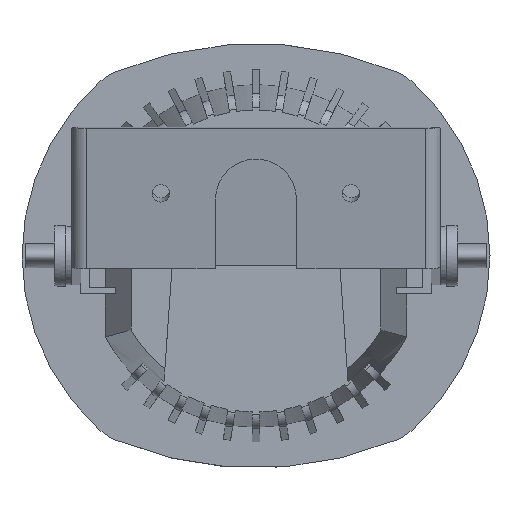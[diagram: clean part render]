
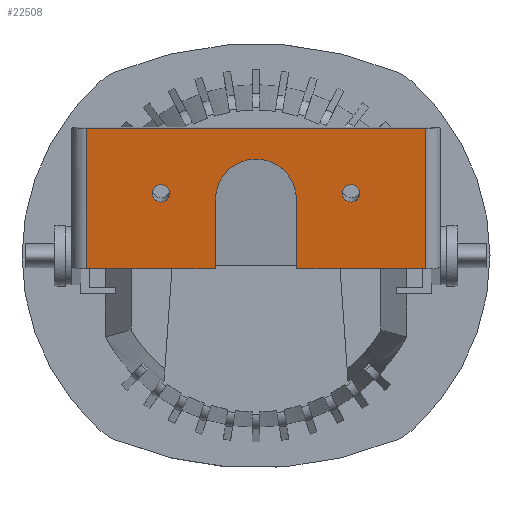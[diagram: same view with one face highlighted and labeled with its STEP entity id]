
A CAD part, top view. The second image highlights one B-rep face of the part: STEP entity #22508.
In plain terms, the highlighted face is planar.
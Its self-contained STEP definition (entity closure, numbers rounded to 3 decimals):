
#288=FACE_BOUND('',#2588,.T.);
#289=FACE_BOUND('',#2589,.T.);
#612=CIRCLE('',#23805,3.);
#618=CIRCLE('',#23818,3.);
#631=CIRCLE('',#23850,13.807);
#1278=FACE_OUTER_BOUND('',#2587,.T.);
#2587=EDGE_LOOP('',(#15261,#15262,#15263,#15264,#15265,#15266,#15267,#15268));
#2588=EDGE_LOOP('',(#15269));
#2589=EDGE_LOOP('',(#15270));
#4288=LINE('',#31978,#6942);
#4291=LINE('',#31983,#6945);
#4294=LINE('',#31990,#6948);
#4295=LINE('',#31993,#6949);
#4297=LINE('',#31999,#6951);
#4298=LINE('',#32001,#6952);
#4299=LINE('',#32002,#6953);
#6942=VECTOR('',#25808,44.018);
#6945=VECTOR('',#25811,44.016);
#6948=VECTOR('',#25818,23.694);
#6949=VECTOR('',#25821,24.928);
#6951=VECTOR('',#25829,48.513);
#6952=VECTOR('',#25830,116.);
#6953=VECTOR('',#25831,48.513);
#9537=VERTEX_POINT('',#31844);
#9547=VERTEX_POINT('',#31877);
#9581=VERTEX_POINT('',#31975);
#9582=VERTEX_POINT('',#31977);
#9583=VERTEX_POINT('',#31980);
#9584=VERTEX_POINT('',#31982);
#9586=VERTEX_POINT('',#31988);
#9587=VERTEX_POINT('',#31992);
#9588=VERTEX_POINT('',#31998);
#9589=VERTEX_POINT('',#32000);
#11804=EDGE_CURVE('',#9537,#9537,#612,.T.);
#11820=EDGE_CURVE('',#9547,#9547,#618,.T.);
#11870=EDGE_CURVE('',#9581,#9582,#4288,.T.);
#11873=EDGE_CURVE('',#9583,#9584,#4291,.T.);
#11877=EDGE_CURVE('',#9583,#9586,#4294,.T.);
#11878=EDGE_CURVE('',#9587,#9582,#4295,.T.);
#11880=EDGE_CURVE('',#9586,#9587,#631,.T.);
#11881=EDGE_CURVE('',#9588,#9581,#4297,.T.);
#11882=EDGE_CURVE('',#9588,#9589,#4298,.T.);
#11883=EDGE_CURVE('',#9584,#9589,#4299,.T.);
#15261=ORIENTED_EDGE('',*,*,#11877,.T.);
#15262=ORIENTED_EDGE('',*,*,#11880,.T.);
#15263=ORIENTED_EDGE('',*,*,#11878,.T.);
#15264=ORIENTED_EDGE('',*,*,#11870,.F.);
#15265=ORIENTED_EDGE('',*,*,#11881,.F.);
#15266=ORIENTED_EDGE('',*,*,#11882,.T.);
#15267=ORIENTED_EDGE('',*,*,#11883,.F.);
#15268=ORIENTED_EDGE('',*,*,#11873,.F.);
#15269=ORIENTED_EDGE('',*,*,#11804,.T.);
#15270=ORIENTED_EDGE('',*,*,#11820,.T.);
#21448=PLANE('',#23851);
#22508=ADVANCED_FACE('',(#1278,#288,#289),#21448,.T.);
#23805=AXIS2_PLACEMENT_3D('',#31845,#25679,#25680);
#23818=AXIS2_PLACEMENT_3D('',#31878,#25715,#25716);
#23850=AXIS2_PLACEMENT_3D('',#31996,#25825,#25826);
#23851=AXIS2_PLACEMENT_3D('',#31997,#25827,#25828);
#25679=DIRECTION('center_axis',(0.,0.,1.));
#25680=DIRECTION('ref_axis',(-1.,0.,0.));
#25715=DIRECTION('center_axis',(0.,0.,1.));
#25716=DIRECTION('ref_axis',(-1.,0.,0.));
#25808=DIRECTION('',(1.,0.,0.));
#25811=DIRECTION('',(1.,0.,0.));
#25818=DIRECTION('',(-0.008,1.,0.));
#25821=DIRECTION('',(-0.008,-1.,0.));
#25825=DIRECTION('center_axis',(0.,0.,1.));
#25826=DIRECTION('ref_axis',(-0.998,0.058,0.));
#25827=DIRECTION('center_axis',(0.,0.,-1.));
#25828=DIRECTION('ref_axis',(0.,1.,0.));
#25829=DIRECTION('',(0.,-1.,0.));
#25830=DIRECTION('',(1.,0.,0.));
#25831=DIRECTION('',(0.,1.,0.));
#31844=CARTESIAN_POINT('',(62.459,11.965,-53.842));
#31845=CARTESIAN_POINT('Origin',(59.459,11.965,-53.842));
#31877=CARTESIAN_POINT('',(-2.541,11.965,-53.842));
#31878=CARTESIAN_POINT('Origin',(-5.541,11.965,-53.842));
#31975=CARTESIAN_POINT('',(-31.041,-14.089,-53.842));
#31977=CARTESIAN_POINT('',(12.977,-14.089,-53.842));
#31978=CARTESIAN_POINT('',(-36.041,-14.089,-53.842));
#31980=CARTESIAN_POINT('',(40.943,-14.089,-53.842));
#31982=CARTESIAN_POINT('',(84.959,-14.089,-53.842));
#31983=CARTESIAN_POINT('',(-36.041,-14.089,-53.842));
#31988=CARTESIAN_POINT('',(40.759,9.605,-53.842));
#31990=CARTESIAN_POINT('',(40.984,-19.378,-53.842));
#31992=CARTESIAN_POINT('',(13.175,10.838,-53.842));
#31993=CARTESIAN_POINT('',(13.075,-1.82,-53.842));
#31996=CARTESIAN_POINT('Origin',(26.959,10.042,-53.842));
#31997=CARTESIAN_POINT('Origin',(-36.041,-14.089,-53.842));
#31998=CARTESIAN_POINT('',(-31.041,34.425,-53.842));
#31999=CARTESIAN_POINT('',(-31.041,-9.965,-53.842));
#32000=CARTESIAN_POINT('',(84.959,34.425,-53.842));
#32001=CARTESIAN_POINT('',(-36.041,34.425,-53.842));
#32002=CARTESIAN_POINT('',(84.959,-9.965,-53.842));
